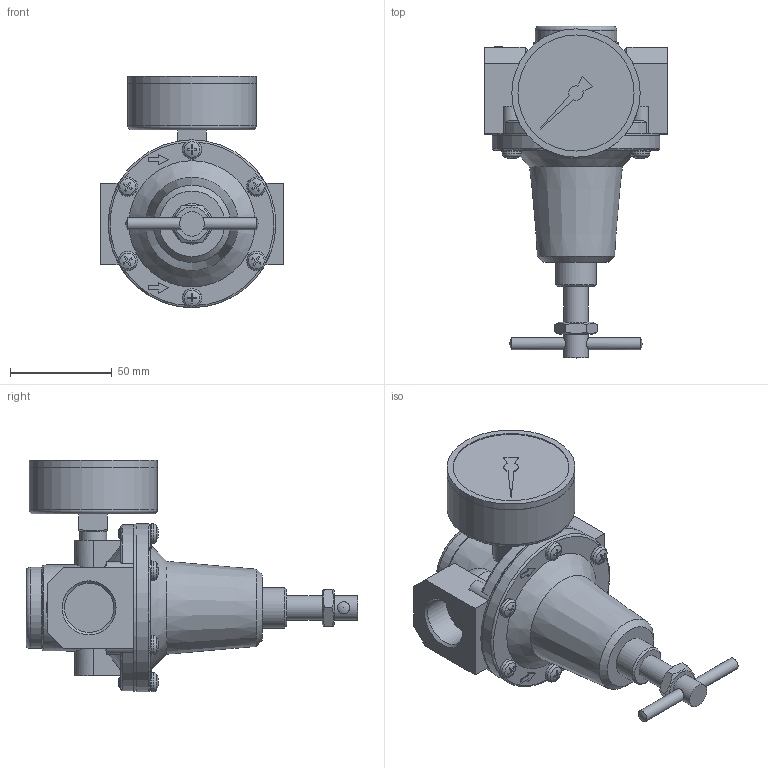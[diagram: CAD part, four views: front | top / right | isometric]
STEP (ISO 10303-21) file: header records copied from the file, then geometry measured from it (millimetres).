
FILE_DESCRIPTION( ( 'STEP AP214' ), ' ' );
FILE_NAME( '9.1634.00.002.0V.stp', '2017-01-20T09:35:03', ( '' ), ( '' ), ' ', 'PARTsolutions', ' ' );
FILE_SCHEMA( ( 'AUTOMOTIVE_DESIGN { 1 0 10303 214 1 1 1 1 }' ) );
Length unit declared in the file: millimetre
Products named in the file (3): 9.1634.00.002.0V; _637.45 A(01)-1; _637.45 A-2
Assembly tree (2 placements, depth 2):
  9.1634.00.002.0V
    _637.45 A(01)-1
    _637.45 A-2
Bounding box: 90 x 163 x 113.75 mm (x, y, z)
Volume: 387014.2 mm3; surface area: 51919 mm2
Topology: 2 solids, 2 shells, 280 faces, 700 edges, 453 vertices
Faces by surface type: plane 197, cylinder 36, cone 27, torus 12, sphere 8
Full cylindrical faces by diameter (mm): 5 x2, 6 x2, 8.5 x6, 11.445 x1, 12 x1, 12.06 x1, 13.157 x1, 20 x1, 24.117 x2, 40 x1, 57 x1, 62.96 x1, 63 x2, 82 x1, 82.4 x1
Entity records: 10682 total; most frequent: CARTESIAN_POINT 2033, DIRECTION 1330, ORIENTED_EDGE 1222, EDGE_CURVE 611, AXIS2_PLACEMENT_3D 492, VERTEX_POINT 431, EDGE_LOOP 374, LINE 346
